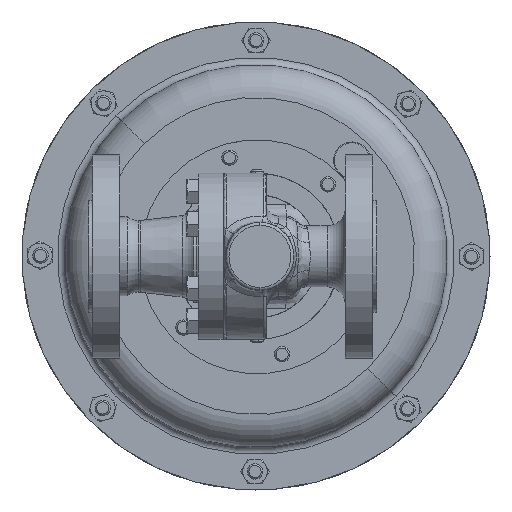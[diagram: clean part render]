
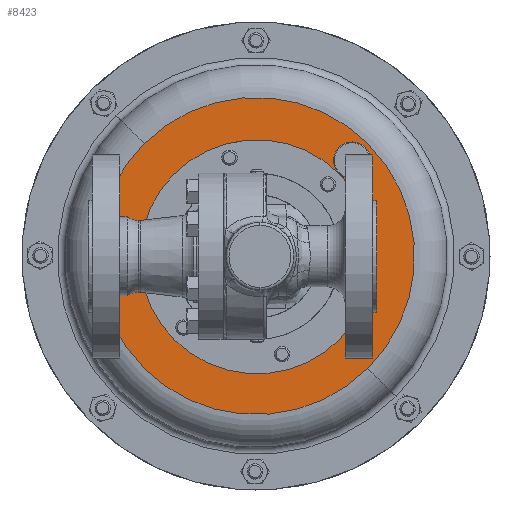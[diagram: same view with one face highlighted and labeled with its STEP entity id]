
A CAD part, front view. The second image highlights one B-rep face of the part: STEP entity #8423.
In plain terms, the highlighted planar face has unit normal (0, -1, 0).
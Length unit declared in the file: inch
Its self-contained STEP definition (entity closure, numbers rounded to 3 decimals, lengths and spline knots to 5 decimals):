
#664 = FACE_OUTER_BOUND ( 'NONE', #11964, .T. ) ;
#904 = FACE_BOUND ( 'NONE', #16319, .T. ) ;
#1372 = AXIS2_PLACEMENT_3D ( 'NONE', #2479, #2400, #2319 ) ;
#1509 = EDGE_CURVE ( 'NONE', #11184, #12998, #19259, .T. ) ;
#1683 = ORIENTED_EDGE ( 'NONE', *, *, #12625, .T. ) ;
#1758 = CIRCLE ( 'NONE', #14617, 0.375 ) ;
#1815 = ORIENTED_EDGE ( 'NONE', *, *, #1509, .T. ) ;
#2109 = CARTESIAN_POINT ( 'NONE',  ( 0.17597, 10.69479, 5.41855 ) ) ;
#2133 = DIRECTION ( 'NONE',  ( -0.705, 0., 0.709 ) ) ;
#2195 = VERTEX_POINT ( 'NONE', #2843 ) ;
#2267 = CIRCLE ( 'NONE', #2938, 3.219 ) ;
#2319 = DIRECTION ( 'NONE',  ( -0.713, 0., 0.701 ) ) ;
#2356 = DIRECTION ( 'NONE',  ( 0., 1., 0. ) ) ;
#2400 = DIRECTION ( 'NONE',  ( 0., 1., 0. ) ) ;
#2431 = CARTESIAN_POINT ( 'NONE',  ( 1.85377, 10.69479, 3.76991 ) ) ;
#2479 = CARTESIAN_POINT ( 'NONE',  ( 1.86992, 10.69479, 3.75387 ) ) ;
#2843 = CARTESIAN_POINT ( 'NONE',  ( -0.41711, 10.69479, 6.05138 ) ) ;
#2938 = AXIS2_PLACEMENT_3D ( 'NONE', #7522, #7467, #7444 ) ;
#3382 = AXIS2_PLACEMENT_3D ( 'NONE', #15361, #14386, #14527 ) ;
#4119 = EDGE_CURVE ( 'NONE', #22380, #18444, #16811, .T. ) ;
#4220 = VERTEX_POINT ( 'NONE', #14950 ) ;
#4451 = PLANE ( 'NONE',  #19700 ) ;
#5002 = AXIS2_PLACEMENT_3D ( 'NONE', #17218, #17166, #17172 ) ;
#5266 = DIRECTION ( 'NONE',  ( -0.61, 0., 0.792 ) ) ;
#5314 = DIRECTION ( 'NONE',  ( 0., 1., 0. ) ) ;
#5339 = CARTESIAN_POINT ( 'NONE',  ( 3.80283, 10.69479, 5.70993 ) ) ;
#5348 = CARTESIAN_POINT ( 'NONE',  ( 1.86992, 10.69479, 3.75387 ) ) ;
#7074 = DIRECTION ( 'NONE',  ( -0.713, 0., 0.701 ) ) ;
#7080 = CIRCLE ( 'NONE', #11192, 0.375 ) ;
#7369 = CARTESIAN_POINT ( 'NONE',  ( 3.54247, 10.69479, 5.44004 ) ) ;
#7444 = DIRECTION ( 'NONE',  ( -0.705, 0., 0.709 ) ) ;
#7467 = DIRECTION ( 'NONE',  ( 0., 1., 0. ) ) ;
#7522 = CARTESIAN_POINT ( 'NONE',  ( 1.85377, 10.69479, 3.76991 ) ) ;
#7823 = ORIENTED_EDGE ( 'NONE', *, *, #13205, .F. ) ;
#8423 = ADVANCED_FACE ( 'NONE', ( #664, #904 ), #4451, .T. ) ;
#9527 = VERTEX_POINT ( 'NONE', #19522 ) ;
#9548 = CARTESIAN_POINT ( 'NONE',  ( 4.13523, 10.69479, 6.04079 ) ) ;
#9572 = CIRCLE ( 'NONE', #1372, 2.375 ) ;
#9632 = CIRCLE ( 'NONE', #21971, 3.219 ) ;
#9857 = ORIENTED_EDGE ( 'NONE', *, *, #4119, .T. ) ;
#10100 = ORIENTED_EDGE ( 'NONE', *, *, #16200, .T. ) ;
#10790 = AXIS2_PLACEMENT_3D ( 'NONE', #5348, #17521, #7074 ) ;
#11184 = VERTEX_POINT ( 'NONE', #15400 ) ;
#11192 = AXIS2_PLACEMENT_3D ( 'NONE', #13559, #13536, #13484 ) ;
#11964 = EDGE_LOOP ( 'NONE', ( #21318, #7823 ) ) ;
#12488 = EDGE_CURVE ( 'NONE', #2195, #4220, #2267, .T. ) ;
#12625 = EDGE_CURVE ( 'NONE', #9527, #22380, #1758, .T. ) ;
#12998 = VERTEX_POINT ( 'NONE', #16178 ) ;
#13205 = EDGE_CURVE ( 'NONE', #4220, #2195, #9632, .T. ) ;
#13484 = DIRECTION ( 'NONE',  ( -0.61, 0., 0.792 ) ) ;
#13536 = DIRECTION ( 'NONE',  ( 0., 1., 0. ) ) ;
#13559 = CARTESIAN_POINT ( 'NONE',  ( 3.80283, 10.69479, 5.70993 ) ) ;
#14386 = DIRECTION ( 'NONE',  ( 0., 1., 0. ) ) ;
#14527 = DIRECTION ( 'NONE',  ( -0.61, 0., 0.792 ) ) ;
#14617 = AXIS2_PLACEMENT_3D ( 'NONE', #5339, #5314, #5266 ) ;
#14950 = CARTESIAN_POINT ( 'NONE',  ( 4.12465, 10.69479, 1.48845 ) ) ;
#15361 = CARTESIAN_POINT ( 'NONE',  ( 3.80283, 10.69479, 5.70993 ) ) ;
#15400 = CARTESIAN_POINT ( 'NONE',  ( 3.53605, 10.69479, 5.44638 ) ) ;
#15542 = VERTEX_POINT ( 'NONE', #2109 ) ;
#16178 = CARTESIAN_POINT ( 'NONE',  ( 3.57392, 10.69479, 6.00696 ) ) ;
#16200 = EDGE_CURVE ( 'NONE', #12998, #9527, #7080, .T. ) ;
#16221 = DIRECTION ( 'NONE',  ( 0.705, 0., -0.709 ) ) ;
#16265 = ORIENTED_EDGE ( 'NONE', *, *, #16497, .T. ) ;
#16319 = EDGE_LOOP ( 'NONE', ( #1815, #10100, #1683, #9857, #16265, #21633 ) ) ;
#16497 = EDGE_CURVE ( 'NONE', #18444, #15542, #9572, .T. ) ;
#16811 = CIRCLE ( 'NONE', #5002, 2.375 ) ;
#17132 = CIRCLE ( 'NONE', #10790, 2.375 ) ;
#17166 = DIRECTION ( 'NONE',  ( 0., 1., 0. ) ) ;
#17172 = DIRECTION ( 'NONE',  ( -0.713, 0., 0.701 ) ) ;
#17218 = CARTESIAN_POINT ( 'NONE',  ( 1.86992, 10.69479, 3.75387 ) ) ;
#17521 = DIRECTION ( 'NONE',  ( 0., 1., 0. ) ) ;
#18444 = VERTEX_POINT ( 'NONE', #19993 ) ;
#19259 = CIRCLE ( 'NONE', #3382, 0.375 ) ;
#19345 = EDGE_CURVE ( 'NONE', #15542, #11184, #17132, .T. ) ;
#19522 = CARTESIAN_POINT ( 'NONE',  ( 4.03173, 10.69479, 5.4129 ) ) ;
#19700 = AXIS2_PLACEMENT_3D ( 'NONE', #9548, #19980, #16221 ) ;
#19980 = DIRECTION ( 'NONE',  ( 0., -1., 0. ) ) ;
#19993 = CARTESIAN_POINT ( 'NONE',  ( 3.56387, 10.69479, 2.08919 ) ) ;
#21318 = ORIENTED_EDGE ( 'NONE', *, *, #12488, .F. ) ;
#21633 = ORIENTED_EDGE ( 'NONE', *, *, #19345, .T. ) ;
#21971 = AXIS2_PLACEMENT_3D ( 'NONE', #2431, #2356, #2133 ) ;
#22380 = VERTEX_POINT ( 'NONE', #7369 ) ;
